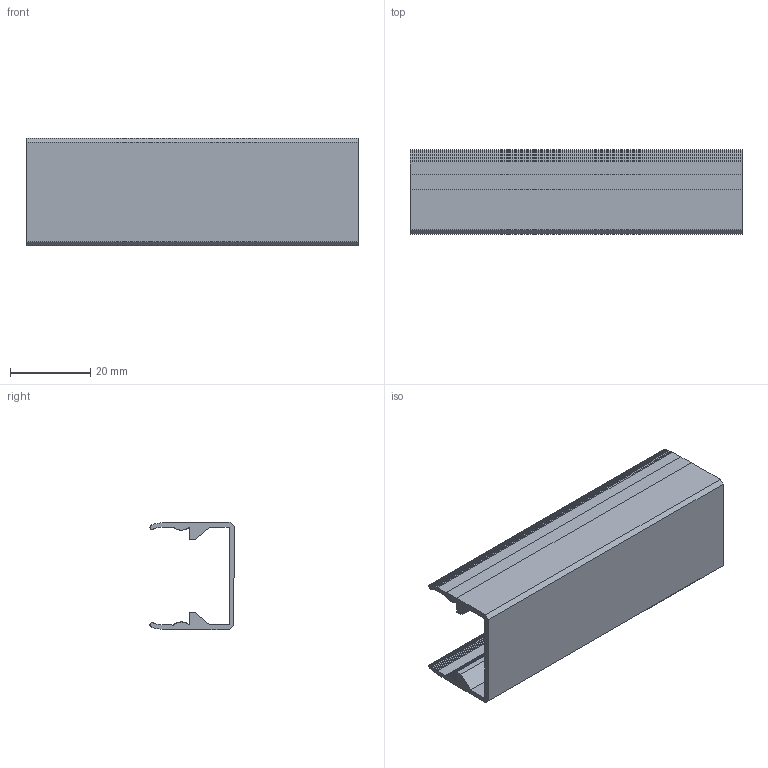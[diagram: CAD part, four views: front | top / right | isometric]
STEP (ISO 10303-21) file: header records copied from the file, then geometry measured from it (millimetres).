
FILE_DESCRIPTION(('FreeCAD Model'),'2;1');
FILE_NAME('Open CASCADE Shape Model','1974-01-01T00:00:00',(''),(''), 'Open CASCADE STEP processor 7.7','FreeCAD','Unknown');
FILE_SCHEMA(('AUTOMOTIVE_DESIGN { 1 0 10303 214 1 1 1 1 }'));
Length unit declared in the file: millimetre
Products named in the file (1): k1_cable_cover_left_step
Bounding box: 83 x 21.01 x 26.88 mm (x, y, z)
Volume: 8470.8 mm3; surface area: 12014.1 mm2
Topology: 1 solids, 1 shells, 269 faces, 791 edges, 524 vertices
Faces by surface type: plane 268, cylinder 1
Entity records: 8757 total; most frequent: CARTESIAN_POINT 1585, ORIENTED_EDGE 1582, DIRECTION 1333, EDGE_CURVE 791, LINE 789, VECTOR 789, VERTEX_POINT 524, AXIS2_PLACEMENT_3D 272
